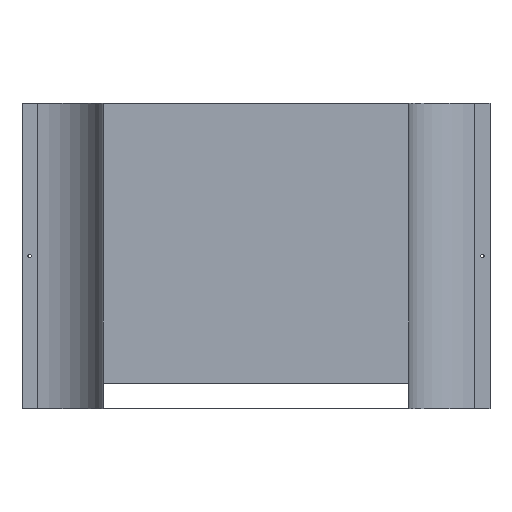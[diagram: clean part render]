
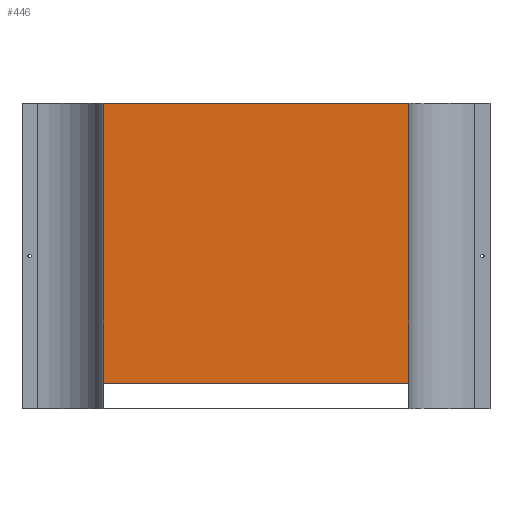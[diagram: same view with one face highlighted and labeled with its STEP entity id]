
A CAD part, front view. The second image highlights one B-rep face of the part: STEP entity #446.
In plain terms, the highlighted planar face has unit normal (0, -1, 0).
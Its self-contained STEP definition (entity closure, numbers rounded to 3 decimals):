
#48 = EDGE_CURVE ( 'NONE', #622, #566, #131, .T. ) ;
#58 = EDGE_CURVE ( 'NONE', #575, #633, #147, .T. ) ;
#131 = LINE ( 'NONE', #1611, #135 ) ;
#135 = VECTOR ( 'NONE', #1614, 1000. ) ;
#147 = LINE ( 'NONE', #1594, #149 ) ;
#149 = VECTOR ( 'NONE', #1596, 1000. ) ;
#220 = FACE_OUTER_BOUND ( 'NONE', #1230, .T. ) ;
#307 = ORIENTED_EDGE ( 'NONE', *, *, #892, .T. ) ;
#308 = ORIENTED_EDGE ( 'NONE', *, *, #48, .T. ) ;
#309 = ORIENTED_EDGE ( 'NONE', *, *, #914, .T. ) ;
#310 = ORIENTED_EDGE ( 'NONE', *, *, #58, .T. ) ;
#361 = CARTESIAN_POINT ( 'NONE',  ( 0., -1., -549. ) ) ;
#436 = DIRECTION ( 'NONE',  ( 1., 0., 0. ) ) ;
#446 = ADVANCED_FACE ( 'NONE', ( #220 ), #1460, .T. ) ;
#566 = VERTEX_POINT ( 'NONE', #751 ) ;
#575 = VERTEX_POINT ( 'NONE', #744 ) ;
#622 = VERTEX_POINT ( 'NONE', #691 ) ;
#633 = VERTEX_POINT ( 'NONE', #677 ) ;
#677 = CARTESIAN_POINT ( 'NONE',  ( 600., -1., 1. ) ) ;
#691 = CARTESIAN_POINT ( 'NONE',  ( 0., -1., 1. ) ) ;
#744 = CARTESIAN_POINT ( 'NONE',  ( 600., -1., -549. ) ) ;
#751 = CARTESIAN_POINT ( 'NONE',  ( 0., -1., -549. ) ) ;
#830 = AXIS2_PLACEMENT_3D ( 'NONE', #1464, #1455, #1454 ) ;
#892 = EDGE_CURVE ( 'NONE', #566, #575, #1114, .T. ) ;
#914 = EDGE_CURVE ( 'NONE', #633, #622, #1829, .T. ) ;
#932 = DIRECTION ( 'NONE',  ( -1., 0., 0. ) ) ;
#944 = CARTESIAN_POINT ( 'NONE',  ( 0., -1., 1. ) ) ;
#1114 = LINE ( 'NONE', #361, #1116 ) ;
#1116 = VECTOR ( 'NONE', #436, 1000. ) ;
#1230 = EDGE_LOOP ( 'NONE', ( #308, #307, #310, #309 ) ) ;
#1454 = DIRECTION ( 'NONE',  ( 0., 0., -1. ) ) ;
#1455 = DIRECTION ( 'NONE',  ( 0., -1., 0. ) ) ;
#1460 = PLANE ( 'NONE',  #830 ) ;
#1464 = CARTESIAN_POINT ( 'NONE',  ( 0., -1., 0. ) ) ;
#1594 = CARTESIAN_POINT ( 'NONE',  ( 600., -1., 1. ) ) ;
#1596 = DIRECTION ( 'NONE',  ( 0., 0., 1. ) ) ;
#1611 = CARTESIAN_POINT ( 'NONE',  ( 0., -1., 1. ) ) ;
#1614 = DIRECTION ( 'NONE',  ( 0., 0., -1. ) ) ;
#1829 = LINE ( 'NONE', #944, #1832 ) ;
#1832 = VECTOR ( 'NONE', #932, 1000. ) ;
